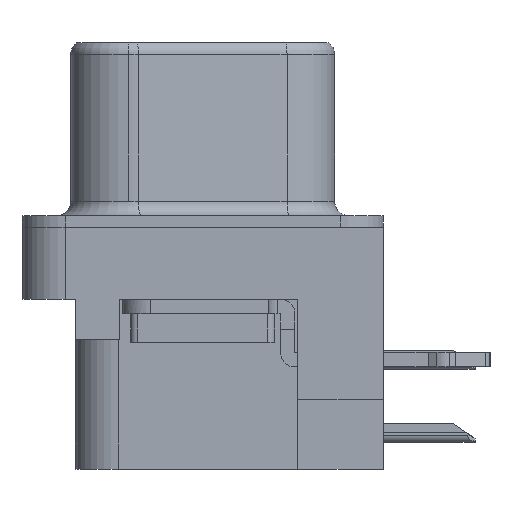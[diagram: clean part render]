
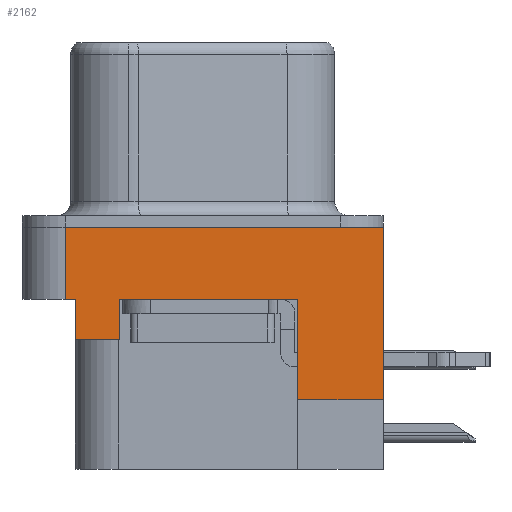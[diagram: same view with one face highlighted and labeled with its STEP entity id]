
A CAD part, left-side view. The second image highlights one B-rep face of the part: STEP entity #2162.
In plain terms, the highlighted planar face has unit normal (-1, 0, 0).
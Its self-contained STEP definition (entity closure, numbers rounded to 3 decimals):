
#29 = ORIENTED_EDGE ( 'NONE', *, *, #7186, .T. ) ;
#77 = ORIENTED_EDGE ( 'NONE', *, *, #7306, .F. ) ;
#837 = VERTEX_POINT ( 'NONE', #4308 ) ;
#899 = CARTESIAN_POINT ( 'NONE',  ( -3., 2.895, -3.9 ) ) ;
#1225 = DIRECTION ( 'NONE',  ( 0., 1., 0. ) ) ;
#1357 = DIRECTION ( 'NONE',  ( 0., 0., 1. ) ) ;
#1786 = CARTESIAN_POINT ( 'NONE',  ( -3., -6.495, -6. ) ) ;
#2033 = EDGE_CURVE ( 'NONE', #18891, #21251, #3556, .T. ) ;
#2162 = ADVANCED_FACE ( 'NONE', ( #4390 ), #18085, .T. ) ;
#2297 = CARTESIAN_POINT ( 'NONE',  ( -3., -6.275, -2.5 ) ) ;
#2448 = CARTESIAN_POINT ( 'NONE',  ( -3., 4.425, -3.9 ) ) ;
#2781 = VECTOR ( 'NONE', #2822, 1000. ) ;
#2788 = VERTEX_POINT ( 'NONE', #10880 ) ;
#2822 = DIRECTION ( 'NONE',  ( 0., 0., 1. ) ) ;
#3556 = LINE ( 'NONE', #2448, #12622 ) ;
#4128 = CARTESIAN_POINT ( 'NONE',  ( -3., -6.275, -6. ) ) ;
#4308 = CARTESIAN_POINT ( 'NONE',  ( -3., -3.295, -2.5 ) ) ;
#4390 = FACE_OUTER_BOUND ( 'NONE', #17204, .T. ) ;
#4404 = VERTEX_POINT ( 'NONE', #5194 ) ;
#4524 = VECTOR ( 'NONE', #19034, 1000. ) ;
#5194 = CARTESIAN_POINT ( 'NONE',  ( -3., 2.895, -2.5 ) ) ;
#5246 = DIRECTION ( 'NONE',  ( 0., 0., 1. ) ) ;
#6112 = ORIENTED_EDGE ( 'NONE', *, *, #6245, .T. ) ;
#6245 = EDGE_CURVE ( 'NONE', #2788, #17937, #13252, .T. ) ;
#6327 = DIRECTION ( 'NONE',  ( 0., -1., 0. ) ) ;
#7045 = ORIENTED_EDGE ( 'NONE', *, *, #7449, .F. ) ;
#7072 = EDGE_CURVE ( 'NONE', #12288, #15238, #14599, .T. ) ;
#7186 = EDGE_CURVE ( 'NONE', #12288, #13623, #15896, .T. ) ;
#7306 = EDGE_CURVE ( 'NONE', #13801, #13623, #22285, .T. ) ;
#7418 = ORIENTED_EDGE ( 'NONE', *, *, #17291, .T. ) ;
#7449 = EDGE_CURVE ( 'NONE', #2788, #13801, #15090, .T. ) ;
#7457 = EDGE_CURVE ( 'NONE', #21251, #17937, #9525, .T. ) ;
#7506 = EDGE_CURVE ( 'NONE', #15238, #837, #14035, .T. ) ;
#7533 = ORIENTED_EDGE ( 'NONE', *, *, #7506, .F. ) ;
#8050 = ORIENTED_EDGE ( 'NONE', *, *, #2033, .F. ) ;
#8673 = VECTOR ( 'NONE', #6327, 1000. ) ;
#8695 = VECTOR ( 'NONE', #18538, 1000. ) ;
#8828 = CARTESIAN_POINT ( 'NONE',  ( -3., 4.425, -3.9 ) ) ;
#9282 = VECTOR ( 'NONE', #12996, 1000. ) ;
#9322 = ORIENTED_EDGE ( 'NONE', *, *, #19475, .T. ) ;
#9469 = DIRECTION ( 'NONE',  ( 0., 0., 1. ) ) ;
#9525 = LINE ( 'NONE', #8828, #4524 ) ;
#9838 = LINE ( 'NONE', #11280, #9282 ) ;
#9853 = AXIS2_PLACEMENT_3D ( 'NONE', #10067, #9973, #9469 ) ;
#9973 = DIRECTION ( 'NONE',  ( -1., 0., 0. ) ) ;
#10067 = CARTESIAN_POINT ( 'NONE',  ( -3., -6.275, -2.5 ) ) ;
#10529 = CARTESIAN_POINT ( 'NONE',  ( -3., -6.275, 0. ) ) ;
#10880 = CARTESIAN_POINT ( 'NONE',  ( -3., 4.775, -2.5 ) ) ;
#11280 = CARTESIAN_POINT ( 'NONE',  ( -3., -6.275, -2.5 ) ) ;
#11424 = VECTOR ( 'NONE', #14801, 1000. ) ;
#11678 = CARTESIAN_POINT ( 'NONE',  ( -3., -6.275, -2.5 ) ) ;
#12288 = VERTEX_POINT ( 'NONE', #4128 ) ;
#12300 = CARTESIAN_POINT ( 'NONE',  ( -3., 4.775, -2.5 ) ) ;
#12569 = CARTESIAN_POINT ( 'NONE',  ( -3., 4.775, 0. ) ) ;
#12622 = VECTOR ( 'NONE', #1225, 1000. ) ;
#12695 = DIRECTION ( 'NONE',  ( 0., 1., 0. ) ) ;
#12745 = ORIENTED_EDGE ( 'NONE', *, *, #7457, .F. ) ;
#12996 = DIRECTION ( 'NONE',  ( 0., -1., 0. ) ) ;
#13252 = LINE ( 'NONE', #11678, #8673 ) ;
#13292 = CARTESIAN_POINT ( 'NONE',  ( -3., 4.425, -2.5 ) ) ;
#13623 = VERTEX_POINT ( 'NONE', #10529 ) ;
#13801 = VERTEX_POINT ( 'NONE', #12569 ) ;
#14035 = LINE ( 'NONE', #14111, #18049 ) ;
#14054 = VECTOR ( 'NONE', #12695, 1000. ) ;
#14111 = CARTESIAN_POINT ( 'NONE',  ( -3., -3.295, -8.4 ) ) ;
#14599 = LINE ( 'NONE', #1786, #14054 ) ;
#14801 = DIRECTION ( 'NONE',  ( 0., 0., 1. ) ) ;
#15090 = LINE ( 'NONE', #12300, #19103 ) ;
#15204 = CARTESIAN_POINT ( 'NONE',  ( -3., 2.895, -3.9 ) ) ;
#15238 = VERTEX_POINT ( 'NONE', #21804 ) ;
#15523 = CARTESIAN_POINT ( 'NONE',  ( -3., 4.425, -3.9 ) ) ;
#15896 = LINE ( 'NONE', #2297, #11424 ) ;
#16811 = CARTESIAN_POINT ( 'NONE',  ( -3., -6.275, 0. ) ) ;
#16899 = LINE ( 'NONE', #899, #2781 ) ;
#17204 = EDGE_LOOP ( 'NONE', ( #18654, #29, #77, #7045, #6112, #12745, #8050, #9322, #7418, #7533 ) ) ;
#17291 = EDGE_CURVE ( 'NONE', #4404, #837, #9838, .T. ) ;
#17937 = VERTEX_POINT ( 'NONE', #13292 ) ;
#18049 = VECTOR ( 'NONE', #5246, 1000. ) ;
#18085 = PLANE ( 'NONE',  #9853 ) ;
#18538 = DIRECTION ( 'NONE',  ( 0., -1., 0. ) ) ;
#18654 = ORIENTED_EDGE ( 'NONE', *, *, #7072, .F. ) ;
#18891 = VERTEX_POINT ( 'NONE', #15204 ) ;
#19034 = DIRECTION ( 'NONE',  ( 0., 0., 1. ) ) ;
#19103 = VECTOR ( 'NONE', #1357, 1000. ) ;
#19475 = EDGE_CURVE ( 'NONE', #18891, #4404, #16899, .T. ) ;
#21251 = VERTEX_POINT ( 'NONE', #15523 ) ;
#21804 = CARTESIAN_POINT ( 'NONE',  ( -3., -3.295, -6. ) ) ;
#22285 = LINE ( 'NONE', #16811, #8695 ) ;
